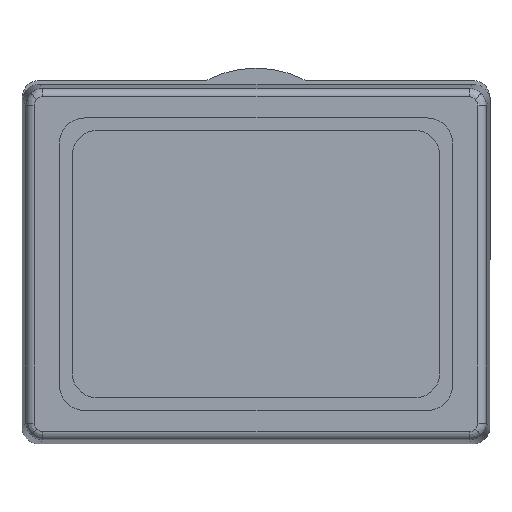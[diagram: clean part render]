
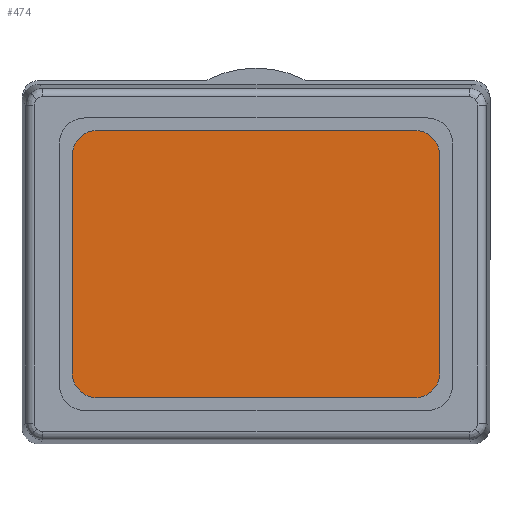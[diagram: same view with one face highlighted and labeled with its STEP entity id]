
A CAD part, front view. The second image highlights one B-rep face of the part: STEP entity #474.
In plain terms, the highlighted planar face has unit normal (0, -1, 0).
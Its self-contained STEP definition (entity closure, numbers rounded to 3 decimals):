
#63 = CARTESIAN_POINT ( 'NONE',  ( 19., 0., 13. ) ) ;
#85 = CARTESIAN_POINT ( 'NONE',  ( -19., 0., -13. ) ) ;
#178 = LINE ( 'NONE', #880, #1728 ) ;
#192 = CARTESIAN_POINT ( 'NONE',  ( -22., 0., 16. ) ) ;
#225 = CARTESIAN_POINT ( 'NONE',  ( -19., 0., 13. ) ) ;
#259 = CIRCLE ( 'NONE', #3560, 3. ) ;
#364 = CARTESIAN_POINT ( 'NONE',  ( 19., 0., -16. ) ) ;
#409 = DIRECTION ( 'NONE',  ( 0., 0., 1. ) ) ;
#442 = EDGE_CURVE ( 'NONE', #3695, #3829, #1002, .T. ) ;
#474 = ADVANCED_FACE ( 'NONE', ( #4089 ), #3005, .F. ) ;
#522 = CARTESIAN_POINT ( 'NONE',  ( 22., 0., 16. ) ) ;
#577 = CARTESIAN_POINT ( 'NONE',  ( -19., 0., 16. ) ) ;
#675 = ORIENTED_EDGE ( 'NONE', *, *, #1734, .T. ) ;
#861 = CIRCLE ( 'NONE', #1016, 3. ) ;
#880 = CARTESIAN_POINT ( 'NONE',  ( -22., 0., 16. ) ) ;
#896 = DIRECTION ( 'NONE',  ( 0., -1., 0. ) ) ;
#932 = ORIENTED_EDGE ( 'NONE', *, *, #3625, .T. ) ;
#983 = VERTEX_POINT ( 'NONE', #364 ) ;
#1002 = CIRCLE ( 'NONE', #4924, 3. ) ;
#1016 = AXIS2_PLACEMENT_3D ( 'NONE', #63, #2428, #4698 ) ;
#1140 = AXIS2_PLACEMENT_3D ( 'NONE', #2330, #3857, #409 ) ;
#1201 = ORIENTED_EDGE ( 'NONE', *, *, #2474, .T. ) ;
#1206 = ORIENTED_EDGE ( 'NONE', *, *, #442, .T. ) ;
#1256 = ORIENTED_EDGE ( 'NONE', *, *, #2103, .T. ) ;
#1394 = DIRECTION ( 'NONE',  ( 0., 1., 0. ) ) ;
#1551 = CARTESIAN_POINT ( 'NONE',  ( -22., 0., -13. ) ) ;
#1728 = VECTOR ( 'NONE', #2521, 1000. ) ;
#1734 = EDGE_CURVE ( 'NONE', #4570, #3235, #259, .T. ) ;
#1781 = CARTESIAN_POINT ( 'NONE',  ( 22., 0., -13. ) ) ;
#1864 = CIRCLE ( 'NONE', #1140, 3. ) ;
#1956 = CARTESIAN_POINT ( 'NONE',  ( -22., 0., 13. ) ) ;
#2020 = DIRECTION ( 'NONE',  ( 0., 0., 1. ) ) ;
#2103 = EDGE_CURVE ( 'NONE', #983, #2337, #1864, .T. ) ;
#2119 = ORIENTED_EDGE ( 'NONE', *, *, #2899, .T. ) ;
#2330 = CARTESIAN_POINT ( 'NONE',  ( 19., 0., -13. ) ) ;
#2334 = DIRECTION ( 'NONE',  ( 1., 0., 0. ) ) ;
#2337 = VERTEX_POINT ( 'NONE', #1781 ) ;
#2358 = DIRECTION ( 'NONE',  ( 0., -1., 0. ) ) ;
#2428 = DIRECTION ( 'NONE',  ( 0., -1., 0. ) ) ;
#2474 = EDGE_CURVE ( 'NONE', #2337, #2563, #3795, .T. ) ;
#2521 = DIRECTION ( 'NONE',  ( 0., 0., -1. ) ) ;
#2563 = VERTEX_POINT ( 'NONE', #3710 ) ;
#2629 = VERTEX_POINT ( 'NONE', #3737 ) ;
#2684 = AXIS2_PLACEMENT_3D ( 'NONE', #3385, #1394, #3318 ) ;
#2789 = EDGE_CURVE ( 'NONE', #3235, #983, #4283, .T. ) ;
#2833 = DIRECTION ( 'NONE',  ( 0., 0., 1. ) ) ;
#2899 = EDGE_CURVE ( 'NONE', #2629, #3695, #4703, .T. ) ;
#2997 = VECTOR ( 'NONE', #3663, 1000. ) ;
#3005 = PLANE ( 'NONE',  #2684 ) ;
#3235 = VERTEX_POINT ( 'NONE', #4253 ) ;
#3318 = DIRECTION ( 'NONE',  ( 0., 0., 1. ) ) ;
#3385 = CARTESIAN_POINT ( 'NONE',  ( 0., 0., 0. ) ) ;
#3428 = ORIENTED_EDGE ( 'NONE', *, *, #4192, .T. ) ;
#3560 = AXIS2_PLACEMENT_3D ( 'NONE', #85, #2358, #2020 ) ;
#3574 = VECTOR ( 'NONE', #2334, 1000. ) ;
#3625 = EDGE_CURVE ( 'NONE', #3829, #4570, #178, .T. ) ;
#3663 = DIRECTION ( 'NONE',  ( -1., 0., 0. ) ) ;
#3695 = VERTEX_POINT ( 'NONE', #577 ) ;
#3697 = ORIENTED_EDGE ( 'NONE', *, *, #2789, .T. ) ;
#3710 = CARTESIAN_POINT ( 'NONE',  ( 22., 0., 13. ) ) ;
#3737 = CARTESIAN_POINT ( 'NONE',  ( 19., 0., 16. ) ) ;
#3795 = LINE ( 'NONE', #522, #4593 ) ;
#3829 = VERTEX_POINT ( 'NONE', #1956 ) ;
#3857 = DIRECTION ( 'NONE',  ( 0., -1., 0. ) ) ;
#4001 = EDGE_LOOP ( 'NONE', ( #932, #675, #3697, #1256, #1201, #3428, #2119, #1206 ) ) ;
#4089 = FACE_OUTER_BOUND ( 'NONE', #4001, .T. ) ;
#4192 = EDGE_CURVE ( 'NONE', #2563, #2629, #861, .T. ) ;
#4253 = CARTESIAN_POINT ( 'NONE',  ( -19., 0., -16. ) ) ;
#4283 = LINE ( 'NONE', #4675, #3574 ) ;
#4333 = DIRECTION ( 'NONE',  ( 0., 0., 1. ) ) ;
#4570 = VERTEX_POINT ( 'NONE', #1551 ) ;
#4593 = VECTOR ( 'NONE', #4333, 1000. ) ;
#4675 = CARTESIAN_POINT ( 'NONE',  ( -22., 0., -16. ) ) ;
#4698 = DIRECTION ( 'NONE',  ( 0., 0., 1. ) ) ;
#4703 = LINE ( 'NONE', #192, #2997 ) ;
#4924 = AXIS2_PLACEMENT_3D ( 'NONE', #225, #896, #2833 ) ;
